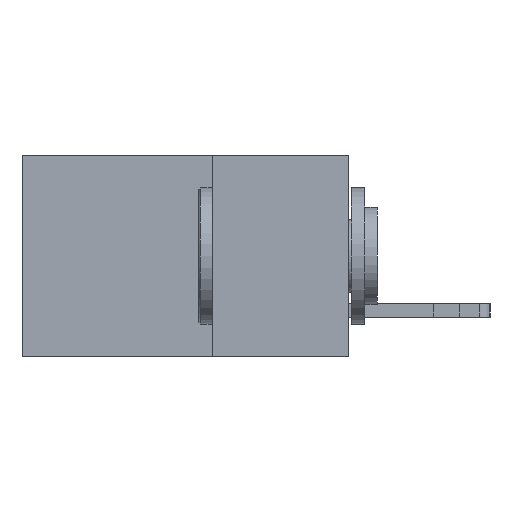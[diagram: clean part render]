
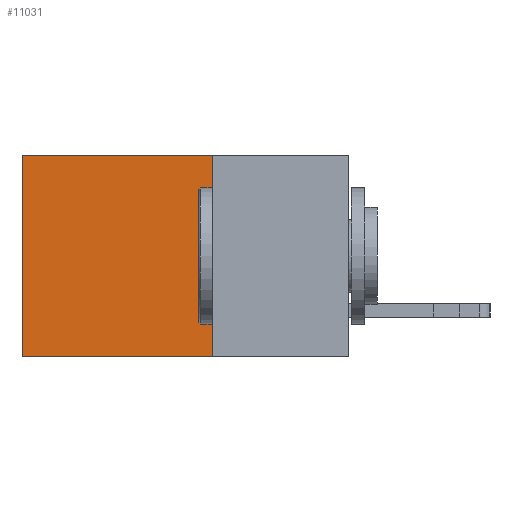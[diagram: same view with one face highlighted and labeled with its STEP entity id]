
A CAD part, left-side view. The second image highlights one B-rep face of the part: STEP entity #11031.
In plain terms, the highlighted planar face has unit normal (-1, 0, 0).
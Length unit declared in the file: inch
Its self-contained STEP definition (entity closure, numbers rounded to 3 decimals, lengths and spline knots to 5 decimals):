
#324 = CARTESIAN_POINT ( 'NONE',  ( 0.298, 0.25, -0.37 ) ) ;
#499 = DIRECTION ( 'NONE',  ( 1., 0., 0. ) ) ;
#1146 = VECTOR ( 'NONE', #8326, 39.37008 ) ;
#1435 = VERTEX_POINT ( 'NONE', #14634 ) ;
#1450 = LINE ( 'NONE', #6360, #5303 ) ;
#4437 = CARTESIAN_POINT ( 'NONE',  ( 0.298, 0.25, 0. ) ) ;
#5303 = VECTOR ( 'NONE', #19097, 39.37008 ) ;
#5358 = PLANE ( 'NONE',  #13801 ) ;
#5826 = VECTOR ( 'NONE', #19524, 39.37008 ) ;
#6360 = CARTESIAN_POINT ( 'NONE',  ( 0.298, 0.6, 0. ) ) ;
#7040 = EDGE_CURVE ( 'NONE', #11319, #7811, #17802, .T. ) ;
#7097 = CARTESIAN_POINT ( 'NONE',  ( 0.298, 0.6, 0. ) ) ;
#7811 = VERTEX_POINT ( 'NONE', #7097 ) ;
#7923 = ORIENTED_EDGE ( 'NONE', *, *, #12015, .F. ) ;
#8326 = DIRECTION ( 'NONE',  ( 0., 1., 0. ) ) ;
#10077 = CARTESIAN_POINT ( 'NONE',  ( 0.298, 0.25, 0. ) ) ;
#10107 = DIRECTION ( 'NONE',  ( 0., 1., 0. ) ) ;
#10285 = CARTESIAN_POINT ( 'NONE',  ( 0.298, 0.25, 0. ) ) ;
#11031 = ADVANCED_FACE ( 'NONE', ( #13675 ), #5358, .F. ) ;
#11319 = VERTEX_POINT ( 'NONE', #4437 ) ;
#11871 = DIRECTION ( 'NONE',  ( 0., 0., -1. ) ) ;
#12015 = EDGE_CURVE ( 'NONE', #11319, #18764, #18085, .T. ) ;
#13675 = FACE_OUTER_BOUND ( 'NONE', #17314, .T. ) ;
#13801 = AXIS2_PLACEMENT_3D ( 'NONE', #10285, #499, #11871 ) ;
#14133 = LINE ( 'NONE', #324, #18329 ) ;
#14634 = CARTESIAN_POINT ( 'NONE',  ( 0.298, 0.6, -0.37 ) ) ;
#14772 = CARTESIAN_POINT ( 'NONE',  ( 0.298, 0.25, 0. ) ) ;
#17314 = EDGE_LOOP ( 'NONE', ( #17978, #17611, #7923, #20401 ) ) ;
#17611 = ORIENTED_EDGE ( 'NONE', *, *, #19876, .F. ) ;
#17802 = LINE ( 'NONE', #14772, #1146 ) ;
#17978 = ORIENTED_EDGE ( 'NONE', *, *, #19663, .T. ) ;
#18085 = LINE ( 'NONE', #10077, #5826 ) ;
#18329 = VECTOR ( 'NONE', #10107, 39.37008 ) ;
#18764 = VERTEX_POINT ( 'NONE', #19881 ) ;
#19097 = DIRECTION ( 'NONE',  ( 0., 0., -1. ) ) ;
#19524 = DIRECTION ( 'NONE',  ( 0., 0., -1. ) ) ;
#19663 = EDGE_CURVE ( 'NONE', #7811, #1435, #1450, .T. ) ;
#19876 = EDGE_CURVE ( 'NONE', #18764, #1435, #14133, .T. ) ;
#19881 = CARTESIAN_POINT ( 'NONE',  ( 0.298, 0.25, -0.37 ) ) ;
#20401 = ORIENTED_EDGE ( 'NONE', *, *, #7040, .T. ) ;
